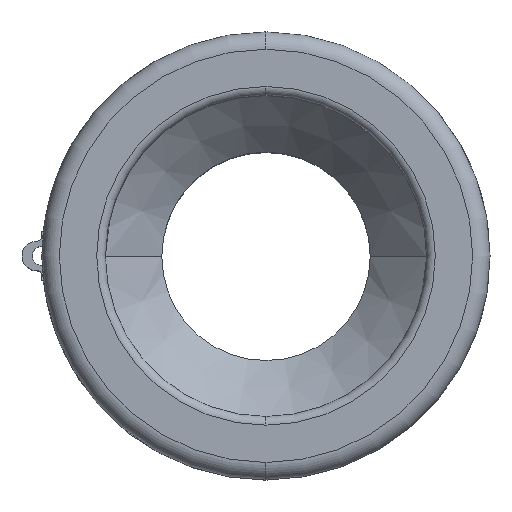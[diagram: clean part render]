
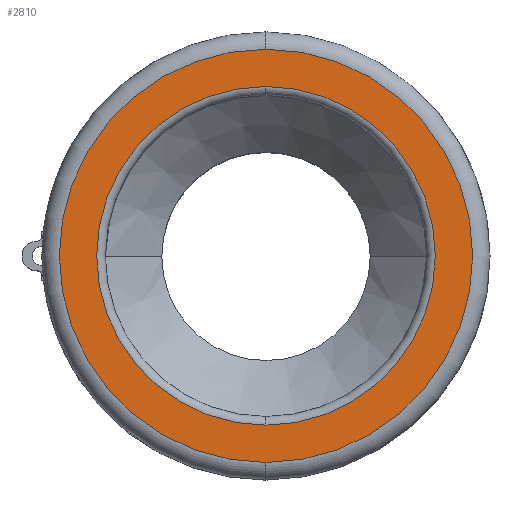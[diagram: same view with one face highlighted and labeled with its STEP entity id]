
A CAD part, top view. The second image highlights one B-rep face of the part: STEP entity #2810.
In plain terms, the highlighted planar face has unit normal (0, 0, 1).
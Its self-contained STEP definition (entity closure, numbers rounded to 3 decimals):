
#98 = AXIS2_PLACEMENT_3D ( 'NONE', #2819, #3718, #4902 ) ;
#245 = CARTESIAN_POINT ( 'NONE',  ( 0., 9.75, 0. ) ) ;
#311 = DIRECTION ( 'NONE',  ( 0., -1., 0. ) ) ;
#346 = EDGE_CURVE ( 'NONE', #3214, #5897, #464, .T. ) ;
#464 = CIRCLE ( 'NONE', #4285, 9.75 ) ;
#497 = AXIS2_PLACEMENT_3D ( 'NONE', #4986, #5567, #311 ) ;
#625 = EDGE_LOOP ( 'NONE', ( #3232, #1206 ) ) ;
#663 = EDGE_LOOP ( 'NONE', ( #3183, #3908 ) ) ;
#690 = DIRECTION ( 'NONE',  ( 0., 0., 1. ) ) ;
#740 = DIRECTION ( 'NONE',  ( 0., 1., 0. ) ) ;
#757 = AXIS2_PLACEMENT_3D ( 'NONE', #1251, #3344, #740 ) ;
#946 = EDGE_CURVE ( 'NONE', #6695, #4923, #2782, .T. ) ;
#1184 = AXIS2_PLACEMENT_3D ( 'NONE', #1972, #4978, #2961 ) ;
#1206 = ORIENTED_EDGE ( 'NONE', *, *, #3124, .F. ) ;
#1251 = CARTESIAN_POINT ( 'NONE',  ( 0., 0., 0. ) ) ;
#1421 = CARTESIAN_POINT ( 'NONE',  ( 0., -11.9, 0. ) ) ;
#1631 = CIRCLE ( 'NONE', #757, 9.75 ) ;
#1972 = CARTESIAN_POINT ( 'NONE',  ( 0., 0., 0. ) ) ;
#2382 = PLANE ( 'NONE',  #1184 ) ;
#2782 = CIRCLE ( 'NONE', #497, 11.9 ) ;
#2810 = ADVANCED_FACE ( 'NONE', ( #6539, #3483 ), #2382, .F. ) ;
#2819 = CARTESIAN_POINT ( 'NONE',  ( 0., 0., 0. ) ) ;
#2961 = DIRECTION ( 'NONE',  ( 0., -1., 0. ) ) ;
#3124 = EDGE_CURVE ( 'NONE', #5897, #3214, #1631, .T. ) ;
#3125 = EDGE_CURVE ( 'NONE', #4923, #6695, #4247, .T. ) ;
#3183 = ORIENTED_EDGE ( 'NONE', *, *, #946, .T. ) ;
#3214 = VERTEX_POINT ( 'NONE', #3640 ) ;
#3232 = ORIENTED_EDGE ( 'NONE', *, *, #346, .F. ) ;
#3344 = DIRECTION ( 'NONE',  ( 0., 0., 1. ) ) ;
#3483 = FACE_BOUND ( 'NONE', #625, .T. ) ;
#3640 = CARTESIAN_POINT ( 'NONE',  ( 0., -9.75, 0. ) ) ;
#3718 = DIRECTION ( 'NONE',  ( 0., 0., 1. ) ) ;
#3908 = ORIENTED_EDGE ( 'NONE', *, *, #3125, .T. ) ;
#4247 = CIRCLE ( 'NONE', #98, 11.9 ) ;
#4285 = AXIS2_PLACEMENT_3D ( 'NONE', #5855, #690, #4855 ) ;
#4855 = DIRECTION ( 'NONE',  ( 0., -1., 0. ) ) ;
#4902 = DIRECTION ( 'NONE',  ( 0., 1., 0. ) ) ;
#4923 = VERTEX_POINT ( 'NONE', #5980 ) ;
#4978 = DIRECTION ( 'NONE',  ( 0., 0., -1. ) ) ;
#4986 = CARTESIAN_POINT ( 'NONE',  ( 0., 0., 0. ) ) ;
#5567 = DIRECTION ( 'NONE',  ( 0., 0., 1. ) ) ;
#5855 = CARTESIAN_POINT ( 'NONE',  ( 0., 0., 0. ) ) ;
#5897 = VERTEX_POINT ( 'NONE', #245 ) ;
#5980 = CARTESIAN_POINT ( 'NONE',  ( 0., 11.9, 0. ) ) ;
#6539 = FACE_OUTER_BOUND ( 'NONE', #663, .T. ) ;
#6695 = VERTEX_POINT ( 'NONE', #1421 ) ;
